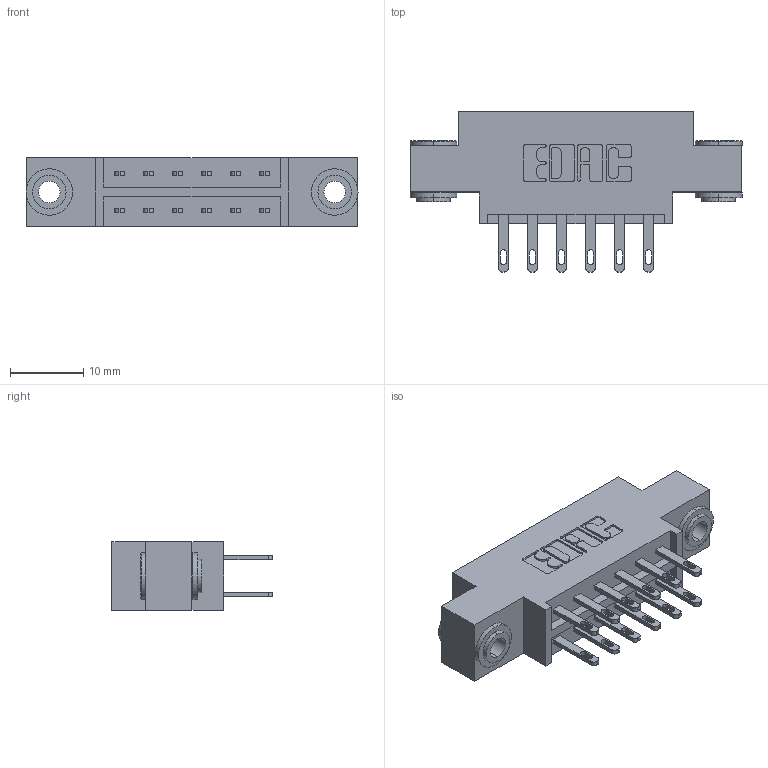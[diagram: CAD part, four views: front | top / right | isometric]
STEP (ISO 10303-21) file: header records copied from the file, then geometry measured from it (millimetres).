
FILE_DESCRIPTION (( 'STEP AP203' ), '1' );
FILE_NAME ('833-012-500-803.STEP', '2020-05-30T20:37:04', ( '' ), ( '' ), 'SwSTEP 2.0', 'SolidWorks 2020', '' );
FILE_SCHEMA (( 'CONFIG_CONTROL_DESIGN' ));
Length unit declared in the file: inch
Products named in the file (4): 345-292-001_345-293-100; 345-250-002_345-250-002-102; 833-012-500-803; 833 Part_Offset - .156 Dia - TH
Assembly tree (15 placements, depth 2):
  833-012-500-803
    833 Part_Offset - .156 Dia - TH
    345-292-001_345-293-100  x12
    345-250-002_345-250-002-102  x2
Bounding box: 45.31 x 21.85 x 9.4 mm (x, y, z)
Volume: 4117.9 mm3; surface area: 5055.3 mm2
Topology: 15 solids, 15 shells, 732 faces, 2163 edges, 1438 vertices
Faces by surface type: plane 444, cylinder 280, cone 8
Entity records: 9228 total; most frequent: CARTESIAN_POINT 1549, ORIENTED_EDGE 1478, DIRECTION 1421, EDGE_CURVE 739, VECTOR 583, LINE 583, VERTEX_POINT 490, AXIS2_PLACEMENT_3D 419
